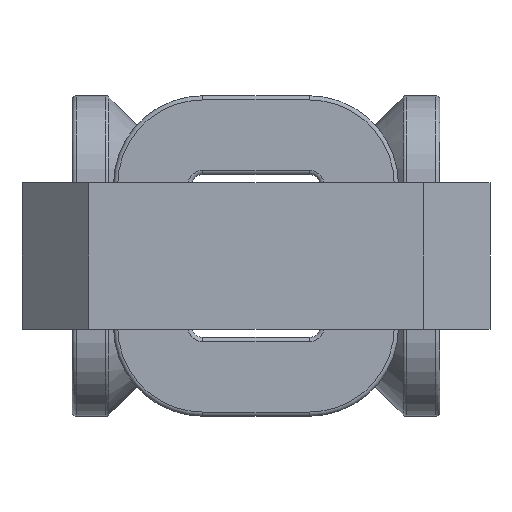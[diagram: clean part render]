
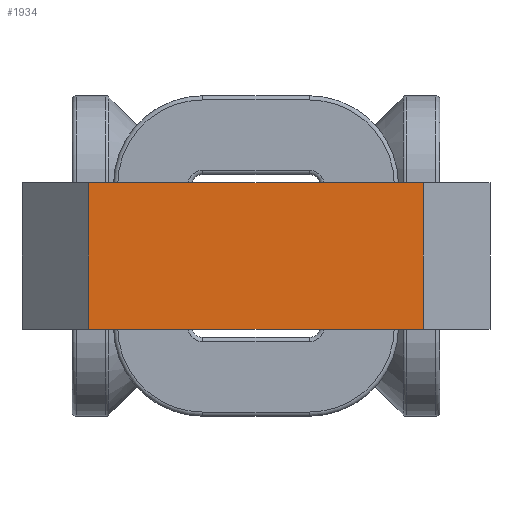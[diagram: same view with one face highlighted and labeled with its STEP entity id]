
A CAD part, front view. The second image highlights one B-rep face of the part: STEP entity #1934.
In plain terms, the highlighted planar face has unit normal (0, -1, 0).
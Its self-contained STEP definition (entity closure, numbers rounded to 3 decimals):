
#90=PLANE('',#2153);
#154=FACE_OUTER_BOUND('',#270,.T.);
#270=EDGE_LOOP('',(#1439,#1440,#1441,#1442));
#436=LINE('',#3230,#604);
#437=LINE('',#3233,#605);
#438=LINE('',#3235,#606);
#439=LINE('',#3236,#607);
#604=VECTOR('',#2571,10.);
#605=VECTOR('',#2574,10.);
#606=VECTOR('',#2575,10.);
#607=VECTOR('',#2576,10.);
#889=VERTEX_POINT('',#3226);
#890=VERTEX_POINT('',#3228);
#891=VERTEX_POINT('',#3232);
#892=VERTEX_POINT('',#3234);
#1108=EDGE_CURVE('',#889,#890,#436,.T.);
#1109=EDGE_CURVE('',#891,#889,#437,.T.);
#1110=EDGE_CURVE('',#892,#890,#438,.T.);
#1111=EDGE_CURVE('',#891,#892,#439,.T.);
#1439=ORIENTED_EDGE('',*,*,#1109,.T.);
#1440=ORIENTED_EDGE('',*,*,#1108,.T.);
#1441=ORIENTED_EDGE('',*,*,#1110,.F.);
#1442=ORIENTED_EDGE('',*,*,#1111,.F.);
#1934=ADVANCED_FACE('',(#154),#90,.T.);
#2153=AXIS2_PLACEMENT_3D('',#3231,#2572,#2573);
#2571=DIRECTION('',(0.,0.,1.));
#2572=DIRECTION('center_axis',(0.,-1.,0.));
#2573=DIRECTION('ref_axis',(1.,0.,0.));
#2574=DIRECTION('',(1.,0.,0.));
#2575=DIRECTION('',(1.,0.,0.));
#2576=DIRECTION('',(0.,0.,1.));
#3226=CARTESIAN_POINT('',(80.,-112.,-35.));
#3228=CARTESIAN_POINT('',(80.,-112.,35.));
#3230=CARTESIAN_POINT('',(80.,-112.,-35.));
#3231=CARTESIAN_POINT('Origin',(-80.,-112.,-35.));
#3232=CARTESIAN_POINT('',(-80.,-112.,-35.));
#3233=CARTESIAN_POINT('',(-80.,-112.,-35.));
#3234=CARTESIAN_POINT('',(-80.,-112.,35.));
#3235=CARTESIAN_POINT('',(-80.,-112.,35.));
#3236=CARTESIAN_POINT('',(-80.,-112.,-35.));
